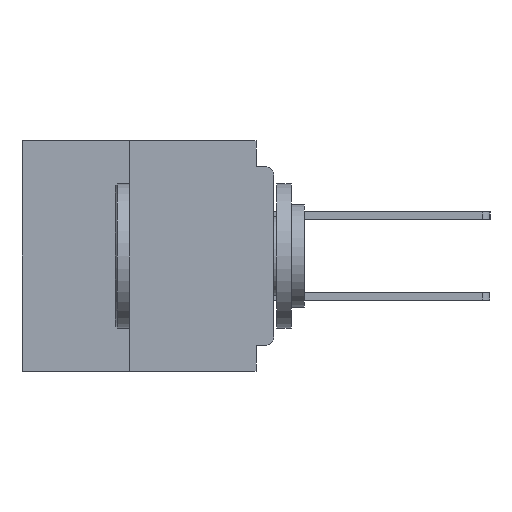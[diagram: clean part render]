
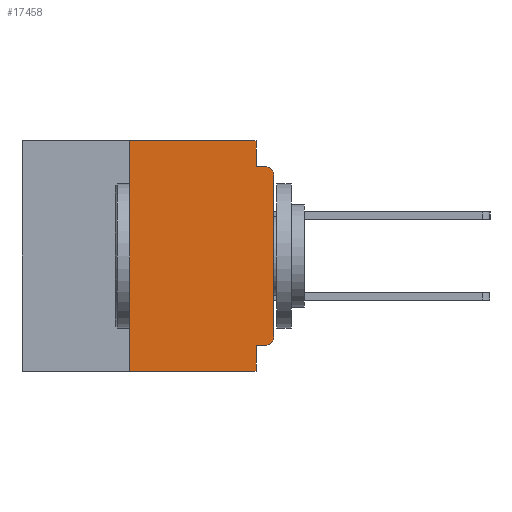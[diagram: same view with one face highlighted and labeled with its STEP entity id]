
A CAD part, left-side view. The second image highlights one B-rep face of the part: STEP entity #17458.
In plain terms, the highlighted planar face has unit normal (-1, 0, 0).
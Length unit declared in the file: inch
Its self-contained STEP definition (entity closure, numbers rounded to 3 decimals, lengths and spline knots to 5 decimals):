
#254 = CARTESIAN_POINT ( 'NONE',  ( 0., 0., -0.045 ) ) ;
#395 = CARTESIAN_POINT ( 'NONE',  ( 0., 0.031, -0.045 ) ) ;
#1379 = DIRECTION ( 'NONE',  ( 0., 0., -1. ) ) ;
#1521 = VECTOR ( 'NONE', #4702, 39.37008 ) ;
#2118 = VERTEX_POINT ( 'NONE', #4305 ) ;
#2586 = VERTEX_POINT ( 'NONE', #395 ) ;
#2670 = DIRECTION ( 'NONE',  ( 0., 0., 1. ) ) ;
#3219 = EDGE_CURVE ( 'NONE', #7422, #33491, #16964, .T. ) ;
#3923 = EDGE_CURVE ( 'NONE', #2118, #33491, #23699, .T. ) ;
#4305 = CARTESIAN_POINT ( 'NONE',  ( 0., 0.25, -0.4 ) ) ;
#4702 = DIRECTION ( 'NONE',  ( 0., 1., 0. ) ) ;
#5010 = CARTESIAN_POINT ( 'NONE',  ( 0., 0.015, -0.34 ) ) ;
#5304 = PLANE ( 'NONE',  #19450 ) ;
#5784 = ORIENTED_EDGE ( 'NONE', *, *, #11043, .F. ) ;
#5962 = ORIENTED_EDGE ( 'NONE', *, *, #3219, .F. ) ;
#6383 = ORIENTED_EDGE ( 'NONE', *, *, #3923, .T. ) ;
#6602 = CARTESIAN_POINT ( 'NONE',  ( 0., 0., -0.06 ) ) ;
#7422 = VERTEX_POINT ( 'NONE', #11916 ) ;
#7646 = CARTESIAN_POINT ( 'NONE',  ( 0., 0.437, 0. ) ) ;
#7753 = ORIENTED_EDGE ( 'NONE', *, *, #27695, .F. ) ;
#8131 = DIRECTION ( 'NONE',  ( 0., 0., -1. ) ) ;
#8422 = DIRECTION ( 'NONE',  ( 0., 0., -1. ) ) ;
#8435 = DIRECTION ( 'NONE',  ( 1., 0., 0. ) ) ;
#8647 = CARTESIAN_POINT ( 'NONE',  ( 0., 0.031, -0.4 ) ) ;
#8727 = VECTOR ( 'NONE', #32439, 39.37008 ) ;
#8960 = FACE_OUTER_BOUND ( 'NONE', #30747, .T. ) ;
#9540 = LINE ( 'NONE', #254, #25075 ) ;
#11036 = CIRCLE ( 'NONE', #17979, 0.015 ) ;
#11043 = EDGE_CURVE ( 'NONE', #28659, #32065, #26193, .T. ) ;
#11916 = CARTESIAN_POINT ( 'NONE',  ( 0., 0.031, -0.355 ) ) ;
#12191 = CARTESIAN_POINT ( 'NONE',  ( 0., 0., -0.34 ) ) ;
#12591 = CARTESIAN_POINT ( 'NONE',  ( 0., 0.031, -0.4 ) ) ;
#13333 = LINE ( 'NONE', #30425, #15291 ) ;
#13489 = VECTOR ( 'NONE', #22363, 39.37008 ) ;
#13569 = VERTEX_POINT ( 'NONE', #26146 ) ;
#14337 = CARTESIAN_POINT ( 'NONE',  ( 0., 0.031, 0. ) ) ;
#15291 = VECTOR ( 'NONE', #2670, 39.37008 ) ;
#15445 = VECTOR ( 'NONE', #15843, 39.37008 ) ;
#15695 = ORIENTED_EDGE ( 'NONE', *, *, #29734, .F. ) ;
#15843 = DIRECTION ( 'NONE',  ( 0., -1., 0. ) ) ;
#15862 = CARTESIAN_POINT ( 'NONE',  ( 0., 0., 0. ) ) ;
#16354 = EDGE_CURVE ( 'NONE', #2586, #13569, #9540, .T. ) ;
#16605 = CARTESIAN_POINT ( 'NONE',  ( 0., 0.437, -0.4 ) ) ;
#16964 = LINE ( 'NONE', #8647, #32449 ) ;
#17458 = ADVANCED_FACE ( 'NONE', ( #8960 ), #5304, .F. ) ;
#17757 = VERTEX_POINT ( 'NONE', #6602 ) ;
#17979 = AXIS2_PLACEMENT_3D ( 'NONE', #5010, #26712, #8131 ) ;
#18034 = EDGE_CURVE ( 'NONE', #32065, #2586, #35588, .T. ) ;
#19226 = ORIENTED_EDGE ( 'NONE', *, *, #38886, .T. ) ;
#19450 = AXIS2_PLACEMENT_3D ( 'NONE', #23916, #8435, #30103 ) ;
#19943 = DIRECTION ( 'NONE',  ( -1., 0., 0. ) ) ;
#20225 = CARTESIAN_POINT ( 'NONE',  ( 0., 0.25, 0. ) ) ;
#20959 = EDGE_CURVE ( 'NONE', #35392, #28924, #11036, .T. ) ;
#22363 = DIRECTION ( 'NONE',  ( 0., 0., 1. ) ) ;
#23064 = ORIENTED_EDGE ( 'NONE', *, *, #20959, .T. ) ;
#23285 = CARTESIAN_POINT ( 'NONE',  ( 0., 0., -0.355 ) ) ;
#23699 = LINE ( 'NONE', #16605, #15445 ) ;
#23916 = CARTESIAN_POINT ( 'NONE',  ( 0., 0.437, 0. ) ) ;
#25075 = VECTOR ( 'NONE', #37316, 39.37008 ) ;
#25281 = LINE ( 'NONE', #23285, #1521 ) ;
#25957 = EDGE_CURVE ( 'NONE', #28924, #17757, #38132, .T. ) ;
#26146 = CARTESIAN_POINT ( 'NONE',  ( 0., 0.015, -0.045 ) ) ;
#26193 = LINE ( 'NONE', #7646, #8727 ) ;
#26712 = DIRECTION ( 'NONE',  ( -1., 0., 0. ) ) ;
#27402 = VECTOR ( 'NONE', #35957, 39.37008 ) ;
#27695 = EDGE_CURVE ( 'NONE', #2118, #28659, #13333, .T. ) ;
#28405 = ORIENTED_EDGE ( 'NONE', *, *, #16354, .F. ) ;
#28659 = VERTEX_POINT ( 'NONE', #20225 ) ;
#28924 = VERTEX_POINT ( 'NONE', #12191 ) ;
#29734 = EDGE_CURVE ( 'NONE', #35392, #7422, #25281, .T. ) ;
#30103 = DIRECTION ( 'NONE',  ( 0., 0., -1. ) ) ;
#30425 = CARTESIAN_POINT ( 'NONE',  ( 0., 0.25, -0.4 ) ) ;
#30747 = EDGE_LOOP ( 'NONE', ( #33282, #19226, #28405, #34336, #5784, #7753, #6383, #5962, #15695, #23064 ) ) ;
#30878 = CIRCLE ( 'NONE', #31661, 0.015 ) ;
#31613 = CARTESIAN_POINT ( 'NONE',  ( 0., 0.015, -0.355 ) ) ;
#31661 = AXIS2_PLACEMENT_3D ( 'NONE', #38411, #19943, #1379 ) ;
#32065 = VERTEX_POINT ( 'NONE', #38468 ) ;
#32439 = DIRECTION ( 'NONE',  ( 0., -1., 0. ) ) ;
#32449 = VECTOR ( 'NONE', #8422, 39.37008 ) ;
#33282 = ORIENTED_EDGE ( 'NONE', *, *, #25957, .T. ) ;
#33491 = VERTEX_POINT ( 'NONE', #12591 ) ;
#34336 = ORIENTED_EDGE ( 'NONE', *, *, #18034, .F. ) ;
#35392 = VERTEX_POINT ( 'NONE', #31613 ) ;
#35588 = LINE ( 'NONE', #14337, #27402 ) ;
#35957 = DIRECTION ( 'NONE',  ( 0., 0., -1. ) ) ;
#37316 = DIRECTION ( 'NONE',  ( 0., -1., 0. ) ) ;
#38132 = LINE ( 'NONE', #15862, #13489 ) ;
#38411 = CARTESIAN_POINT ( 'NONE',  ( 0., 0.015, -0.06 ) ) ;
#38468 = CARTESIAN_POINT ( 'NONE',  ( 0., 0.031, 0. ) ) ;
#38886 = EDGE_CURVE ( 'NONE', #17757, #13569, #30878, .T. ) ;
